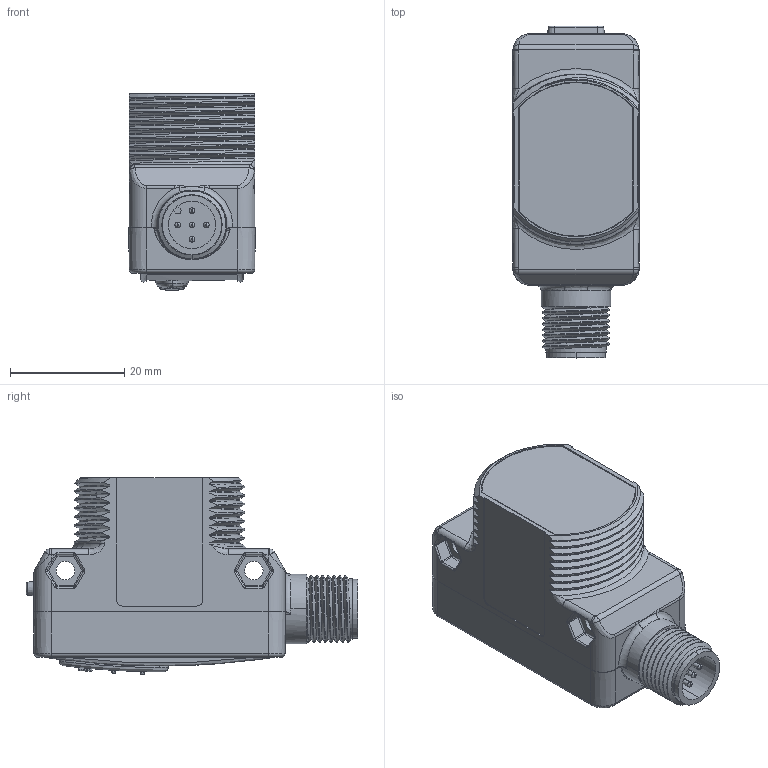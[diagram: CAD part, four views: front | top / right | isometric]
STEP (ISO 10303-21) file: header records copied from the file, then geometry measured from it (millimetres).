
FILE_DESCRIPTION((''),'2;1');
FILE_NAME('140604_SW','2008-06-02T',('banengservice'),('BANNER ENGINEERING'),'PRO/ENGINEER BY PARAMETRIC TECHNOLOGY CORPORATION, 2006170','PRO/ENGINEER BY PARAMETRIC TECHNOLOGY CORPORATION, 2006170','');
FILE_SCHEMA(('CONFIG_CONTROL_DESIGN'));
Length unit declared in the file: inch
Products named in the file (1): 140604_SW
Bounding box: 22.14 x 58.13 x 34.47 mm (x, y, z)
Volume: 25909.9 mm3; surface area: 8838.8 mm2
Topology: 1 solids, 1 shells, 539 faces, 1316 edges, 789 vertices
Faces by surface type: cylinder 209, plane 116, bspline 108, torus 56, sphere 32, cone 14, extrusion 4
Entity records: 25734 total; most frequent: CARTESIAN_POINT 13863, ORIENTED_EDGE 2628, DIRECTION 2247, EDGE_CURVE 1314, AXIS2_PLACEMENT_3D 867, VERTEX_POINT 789, EDGE_LOOP 559, FACE_OUTER_BOUND 539
